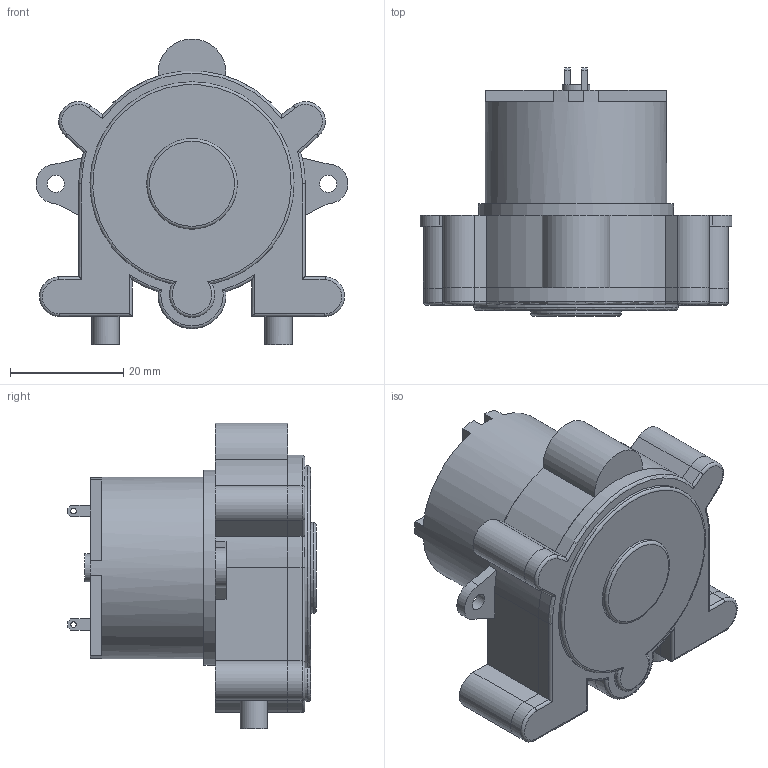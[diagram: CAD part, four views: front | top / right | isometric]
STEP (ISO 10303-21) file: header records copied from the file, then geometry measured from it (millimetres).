
FILE_DESCRIPTION(/* description */ (''),/* implementation_level */ '2;1');
FILE_NAME(/* name */ 'Dosing Pump.step',/* time_stamp */ '2020-10-28T15:36:31+11:00',/* author */ (''),/* organization */ (''),/* preprocessor_version */ 'ST-DEVELOPER v18.1',/* originating_system */ 'Autodesk Translation Framework v9.3.0.1241',/* authorisation */ '');
FILE_SCHEMA (('CONFIG_CONTROL_DESIGN','AUTOMOTIVE_DESIGN { 1 0 10303 214 3 1 1 }'));
Length unit declared in the file: millimetre
Products named in the file (6): Dosing Pump; Motor; base; cover; middle; Tube
Assembly tree (5 placements, depth 2):
  Dosing Pump
    Motor
    base
    cover
    middle
    Tube
Bounding box: 55 x 43.8 x 53.93 mm (x, y, z)
Volume: 39567.7 mm3; surface area: 20689.1 mm2
Topology: 5 solids, 5 shells, 173 faces, 447 edges, 290 vertices
Faces by surface type: plane 95, cylinder 62, torus 13, bspline 3
Full cylindrical faces by diameter (mm): 1 x2, 3 x2, 4.9 x1, 16 x1, 32 x1, 34.4 x1
Entity records: 5712 total; most frequent: CARTESIAN_POINT 1171, DIRECTION 943, ORIENTED_EDGE 894, EDGE_CURVE 447, AXIS2_PLACEMENT_3D 329, VERTEX_POINT 290, LINE 285, VECTOR 285
